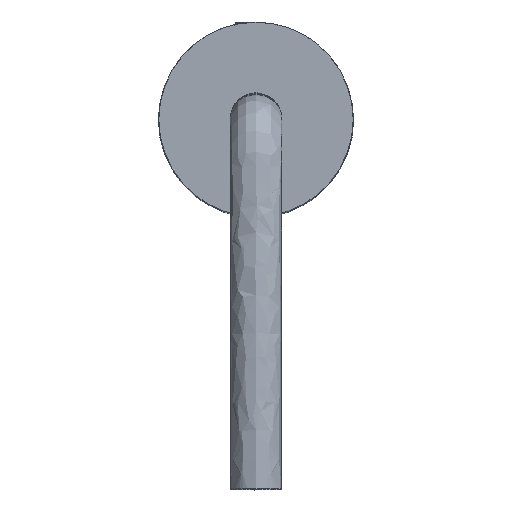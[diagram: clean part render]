
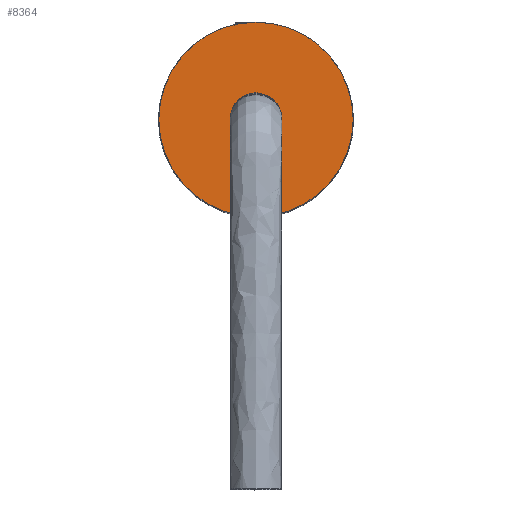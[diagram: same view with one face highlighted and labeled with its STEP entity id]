
A CAD part, top view. The second image highlights one B-rep face of the part: STEP entity #8364.
In plain terms, the highlighted planar face has unit normal (0, 0, 1).
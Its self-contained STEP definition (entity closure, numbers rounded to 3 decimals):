
#63 = DIRECTION ( 'NONE',  ( 0., 0., 1. ) ) ;
#123 = DIRECTION ( 'NONE',  ( 1., 0., 0. ) ) ;
#166 = FACE_OUTER_BOUND ( 'NONE', #676, .T. ) ;
#353 = CIRCLE ( 'NONE', #10321, 1.315 ) ;
#573 = EDGE_CURVE ( 'NONE', #2877, #7093, #7692, .T. ) ;
#676 = EDGE_LOOP ( 'NONE', ( #3961, #4256 ) ) ;
#702 = DIRECTION ( 'NONE',  ( 0., 0., 1. ) ) ;
#756 = DIRECTION ( 'NONE',  ( 1., 0., 0. ) ) ;
#863 = CARTESIAN_POINT ( 'NONE',  ( 0., 0., 3.025 ) ) ;
#1006 = DIRECTION ( 'NONE',  ( 1., 0., 0. ) ) ;
#1397 = CARTESIAN_POINT ( 'NONE',  ( 1.315, 0., 3.025 ) ) ;
#1655 = CARTESIAN_POINT ( 'NONE',  ( 0., 0., 3.025 ) ) ;
#1719 = AXIS2_PLACEMENT_3D ( 'NONE', #1655, #63, #1006 ) ;
#1932 = AXIS2_PLACEMENT_3D ( 'NONE', #863, #6694, #123 ) ;
#2877 = VERTEX_POINT ( 'NONE', #10209 ) ;
#3135 = CARTESIAN_POINT ( 'NONE',  ( 0., 0., 3.025 ) ) ;
#3961 = ORIENTED_EDGE ( 'NONE', *, *, #573, .T. ) ;
#4256 = ORIENTED_EDGE ( 'NONE', *, *, #9877, .T. ) ;
#6694 = DIRECTION ( 'NONE',  ( 0., 0., 1. ) ) ;
#7093 = VERTEX_POINT ( 'NONE', #1397 ) ;
#7692 = CIRCLE ( 'NONE', #1932, 1.315 ) ;
#8364 = ADVANCED_FACE ( 'NONE', ( #166 ), #9007, .T. ) ;
#9007 = PLANE ( 'NONE',  #1719 ) ;
#9877 = EDGE_CURVE ( 'NONE', #7093, #2877, #353, .T. ) ;
#10209 = CARTESIAN_POINT ( 'NONE',  ( -1.315, 0., 3.025 ) ) ;
#10321 = AXIS2_PLACEMENT_3D ( 'NONE', #3135, #702, #756 ) ;
